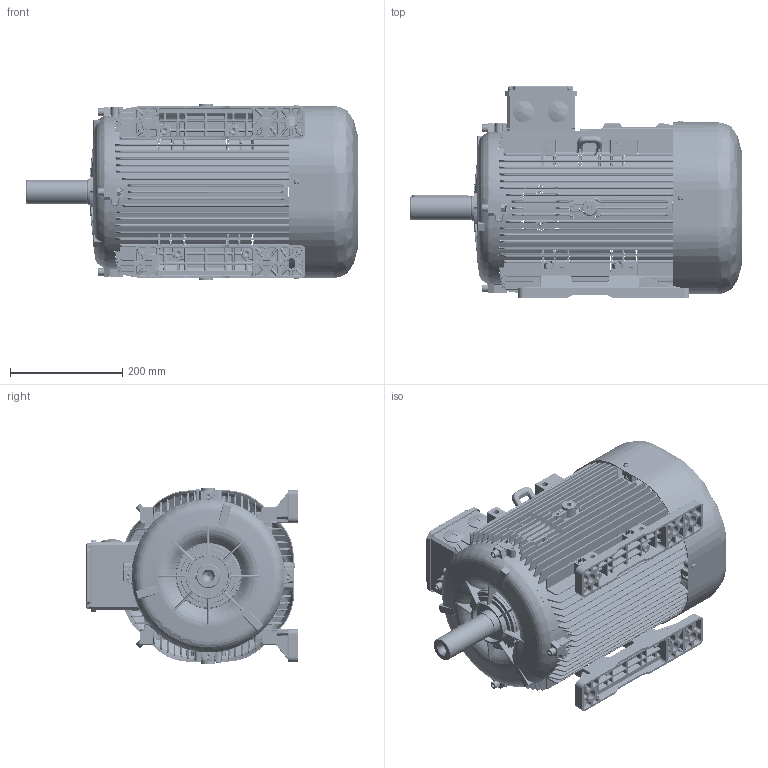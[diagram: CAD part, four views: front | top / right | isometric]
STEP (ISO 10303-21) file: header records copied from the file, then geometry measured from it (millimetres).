
FILE_DESCRIPTION(/* description */ (''),/* implementation_level */ '2;1');
FILE_NAME(/* name */ '_QH series_ 160_B3_stp.stp',/* time_stamp */ '2024-07-29T16:03:38+03:00',/* author */ (''),/* organization */ (''),/* preprocessor_version */ 'ST-DEVELOPER v18.102',/* originating_system */ 'SIEMENS PLM Software NX2206.8101',/* authorisation */ '');
FILE_SCHEMA (('AP203_CONFIGURATION_CONTROLLED_3D_DESIGN_OF_MECHANICAL_PARTS_AND_ASSEMBLIES_MIM_LF { 1 0 10303 403 2 1 2}'));
Products named in the file (1): _QH series_ 160_B3_stp_objects
Bounding box: 591 x 377.75 x 314 mm (x, y, z)
Surface area: 1684161 mm2 (no closed solid volume)
Topology: 0 solids, 112 shells, 7928 faces, 24887 edges, 15935 vertices
Faces by surface type: cylinder 3438, plane 2030, torus 1498, bspline 470, cone 328, sphere 153, revolution 11
Full cylindrical faces by diameter (mm): 8 x4, 10 x1, 14 x1, 17 x1, 25 x1, 41.6 x1, 42 x1, 45 x2, 72 x1, 85.63 x1, 91 x1, 272.5 x1
Entity records: 296242 total; most frequent: CARTESIAN_POINT 99767, ORIENTED_EDGE 38805, DIRECTION 36498, EDGE_CURVE 24575, VERTEX_POINT 15886, AXIS2_PLACEMENT_3D 13611, LINE 9265, VECTOR 9265
